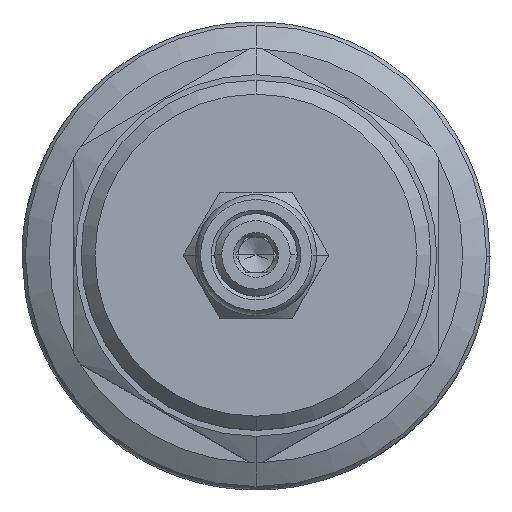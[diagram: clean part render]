
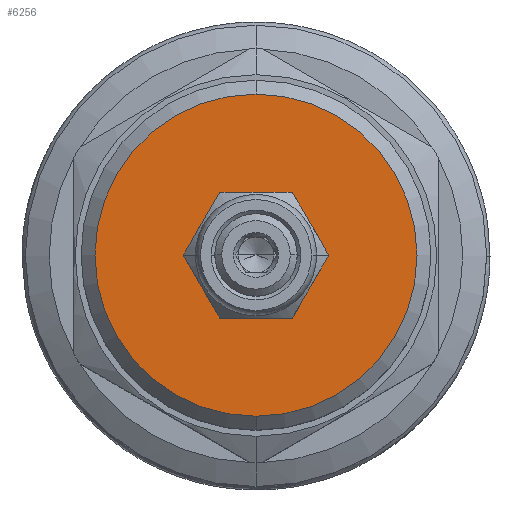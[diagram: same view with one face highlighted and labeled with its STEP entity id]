
A CAD part, top view. The second image highlights one B-rep face of the part: STEP entity #6256.
In plain terms, the highlighted planar face has unit normal (0, 0, 1).
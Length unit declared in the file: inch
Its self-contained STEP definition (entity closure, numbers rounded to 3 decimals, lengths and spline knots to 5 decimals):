
#1116=CARTESIAN_POINT('',(0.,0.,5.624));
#1117=DIRECTION('',(0.,0.,1.));
#1118=DIRECTION('',(-1.,0.,0.));
#1119=AXIS2_PLACEMENT_3D('',#1116,#1117,#1118);
#1121=CARTESIAN_POINT('',(0.,0.,5.624));
#1122=DIRECTION('',(0.,0.,1.));
#1123=DIRECTION('',(1.,0.,0.));
#1124=AXIS2_PLACEMENT_3D('',#1121,#1122,#1123);
#1126=CARTESIAN_POINT('',(0.,0.,5.624));
#1127=DIRECTION('',(0.,0.,1.));
#1128=DIRECTION('',(0.,-1.,0.));
#1129=AXIS2_PLACEMENT_3D('',#1126,#1127,#1128);
#1144=CARTESIAN_POINT('',(0.,0.,5.624));
#1145=DIRECTION('',(0.,0.,1.));
#1146=DIRECTION('',(0.,1.,0.));
#1147=AXIS2_PLACEMENT_3D('',#1144,#1145,#1146);
#4951=CARTESIAN_POINT('',(0.,0.719,5.624));
#4952=CARTESIAN_POINT('',(0.,-0.719,5.624));
#4953=VERTEX_POINT('',#4951);
#4954=VERTEX_POINT('',#4952);
#5193=CARTESIAN_POINT('',(-0.271,0.,5.624));
#5194=CARTESIAN_POINT('',(0.271,0.,5.624));
#5195=VERTEX_POINT('',#5193);
#5196=VERTEX_POINT('',#5194);
#6240=CARTESIAN_POINT('',(0.,0.,5.624));
#6241=DIRECTION('',(0.,0.,1.));
#6242=DIRECTION('',(0.,1.,0.));
#6243=AXIS2_PLACEMENT_3D('',#6240,#6241,#6242);
#6244=PLANE('',#6243);
#6246=ORIENTED_EDGE('',*,*,#6245,.F.);
#6248=ORIENTED_EDGE('',*,*,#6247,.F.);
#6249=EDGE_LOOP('',(#6246,#6248));
#6250=FACE_OUTER_BOUND('',#6249,.F.);
#6251=ORIENTED_EDGE('',*,*,#6230,.T.);
#6253=ORIENTED_EDGE('',*,*,#6252,.T.);
#6254=EDGE_LOOP('',(#6251,#6253));
#6255=FACE_BOUND('',#6254,.F.);
#6256=ADVANCED_FACE('',(#6250,#6255),#6244,.T.);
#1120=CIRCLE('',#1119,0.271);
#1125=CIRCLE('',#1124,0.271);
#1130=CIRCLE('',#1129,0.719);
#1148=CIRCLE('',#1147,0.719);
#6230=EDGE_CURVE('',#5195,#5196,#1120,.T.);
#6245=EDGE_CURVE('',#4954,#4953,#1130,.T.);
#6247=EDGE_CURVE('',#4953,#4954,#1148,.T.);
#6252=EDGE_CURVE('',#5196,#5195,#1125,.T.);
